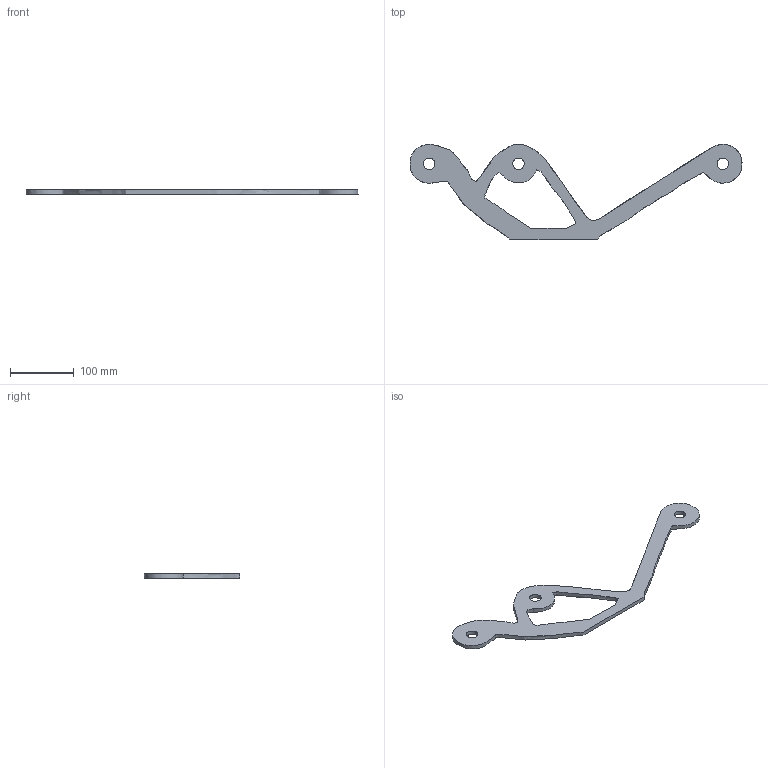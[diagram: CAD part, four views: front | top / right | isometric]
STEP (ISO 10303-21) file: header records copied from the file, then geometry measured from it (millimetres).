
FILE_DESCRIPTION(/* description */ (''),/* implementation_level */ '2;1');
FILE_NAME(/* name */ 'TopOpv2.step',/* time_stamp */ '2024-02-15T17:08:42Z',/* author */ (''),/* organization */ (''),/* preprocessor_version */ 'ST-DEVELOPER v20',/* originating_system */ 'Autodesk Translation Framework v12.20.1.177',/* authorisation */ '');
FILE_SCHEMA (('AUTOMOTIVE_DESIGN { 1 0 10303 214 3 1 1 }'));
Length unit declared in the file: millimetre
Products named in the file (1): TopOp
Bounding box: 520.01 x 149.32 x 6.3 mm (x, y, z)
Volume: 113246.2 mm3; surface area: 57844.7 mm2
Topology: 1 solids, 1 shells, 18 faces, 48 edges, 32 vertices
Faces by surface type: plane 10, cylinder 5, bspline 3
Full cylindrical faces by diameter (mm): 18 x3
Entity records: 8305 total; most frequent: CARTESIAN_POINT 7813, ORIENTED_EDGE 96, DIRECTION 81, EDGE_CURVE 48, VERTEX_POINT 32, LINE 29, VECTOR 29, EDGE_LOOP 26
